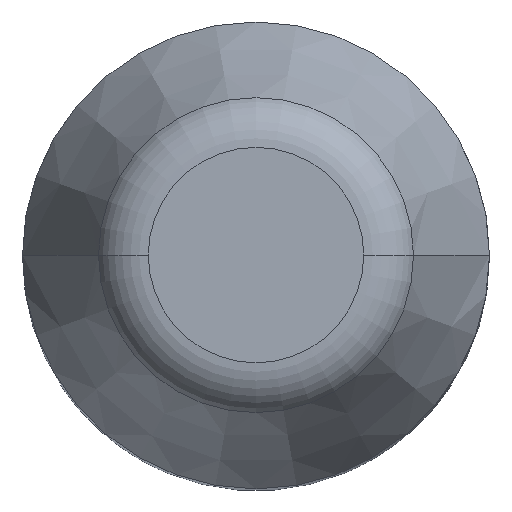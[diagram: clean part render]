
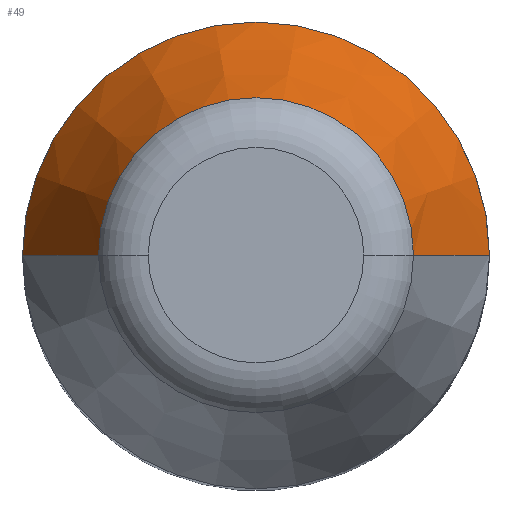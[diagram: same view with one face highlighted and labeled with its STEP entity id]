
A CAD part, top view. The second image highlights one B-rep face of the part: STEP entity #49.
In plain terms, the highlighted conical face has half-angle 22.62 degrees and reference radius 6.5 mm.
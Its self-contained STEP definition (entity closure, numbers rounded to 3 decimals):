
#47 = ORIENTED_EDGE ( 'NONE', *, *, #57, .T. ) ;
#48 = EDGE_LOOP ( 'NONE', ( #47, #65, #70, #78 ) ) ;
#49 = ADVANCED_FACE ( 'NONE', ( #547 ), #541, .T. ) ;
#50 = VERTEX_POINT ( 'NONE', #600 ) ;
#57 = EDGE_CURVE ( 'NONE', #50, #68, #588, .T. ) ;
#59 = EDGE_CURVE ( 'NONE', #68, #63, #582, .T. ) ;
#63 = VERTEX_POINT ( 'NONE', #577 ) ;
#65 = ORIENTED_EDGE ( 'NONE', *, *, #59, .T. ) ;
#68 = VERTEX_POINT ( 'NONE', #632 ) ;
#70 = ORIENTED_EDGE ( 'NONE', *, *, #76, .T. ) ;
#74 = EDGE_CURVE ( 'NONE', #50, #80, #625, .T. ) ;
#76 = EDGE_CURVE ( 'NONE', #63, #80, #621, .T. ) ;
#78 = ORIENTED_EDGE ( 'NONE', *, *, #74, .F. ) ;
#80 = VERTEX_POINT ( 'NONE', #610 ) ;
#541 = CONICAL_SURFACE ( 'NONE', #542, 6.5, 0.395 ) ;
#542 = AXIS2_PLACEMENT_3D ( 'NONE', #603, #602, #601 ) ;
#547 = FACE_OUTER_BOUND ( 'NONE', #48, .T. ) ;
#577 = CARTESIAN_POINT ( 'NONE',  ( 6.5, 0., 41. ) ) ;
#579 = DIRECTION ( 'NONE',  ( 0.385, 0., -0.923 ) ) ;
#580 = VECTOR ( 'NONE', #579, 1000. ) ;
#581 = CARTESIAN_POINT ( 'NONE',  ( 6.5, 0., 41. ) ) ;
#582 = LINE ( 'NONE', #581, #580 ) ;
#584 = DIRECTION ( 'NONE',  ( 1., 0., 0. ) ) ;
#585 = DIRECTION ( 'NONE',  ( 0., 0., -1. ) ) ;
#586 = CARTESIAN_POINT ( 'NONE',  ( 0., 0., 46.077 ) ) ;
#587 = AXIS2_PLACEMENT_3D ( 'NONE', #586, #585, #584 ) ;
#588 = CIRCLE ( 'NONE', #587, 4.385 ) ;
#600 = CARTESIAN_POINT ( 'NONE',  ( -4.385, 0., 46.077 ) ) ;
#601 = DIRECTION ( 'NONE',  ( -1., 0., 0. ) ) ;
#602 = DIRECTION ( 'NONE',  ( 0., 0., -1. ) ) ;
#603 = CARTESIAN_POINT ( 'NONE',  ( 0., 0., 41. ) ) ;
#610 = CARTESIAN_POINT ( 'NONE',  ( -6.5, 0., 41. ) ) ;
#617 = DIRECTION ( 'NONE',  ( 1., 0., 0. ) ) ;
#618 = DIRECTION ( 'NONE',  ( 0., 0., 1. ) ) ;
#619 = CARTESIAN_POINT ( 'NONE',  ( 0., 0., 41. ) ) ;
#620 = AXIS2_PLACEMENT_3D ( 'NONE', #619, #618, #617 ) ;
#621 = CIRCLE ( 'NONE', #620, 6.5 ) ;
#622 = DIRECTION ( 'NONE',  ( -0.385, 0., -0.923 ) ) ;
#623 = VECTOR ( 'NONE', #622, 1000. ) ;
#624 = CARTESIAN_POINT ( 'NONE',  ( -6.5, 0., 41. ) ) ;
#625 = LINE ( 'NONE', #624, #623 ) ;
#632 = CARTESIAN_POINT ( 'NONE',  ( 4.385, 0., 46.077 ) ) ;
